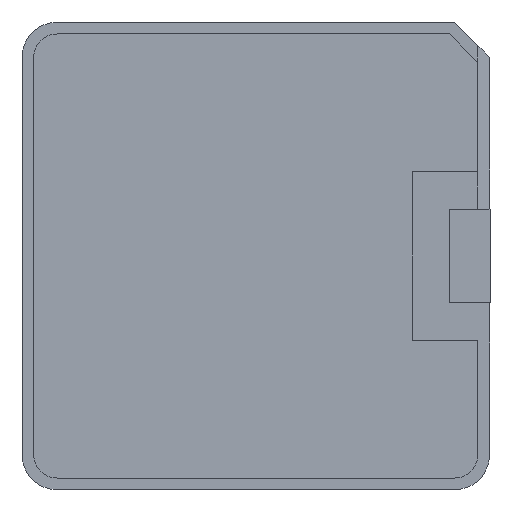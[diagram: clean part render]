
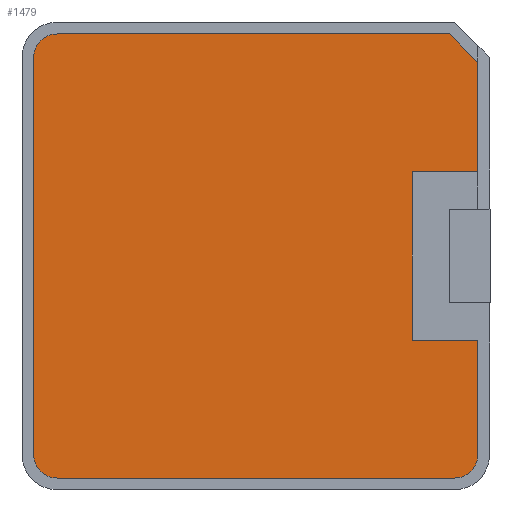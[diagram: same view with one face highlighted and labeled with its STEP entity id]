
A CAD part, front view. The second image highlights one B-rep face of the part: STEP entity #1479.
In plain terms, the highlighted planar face has unit normal (0, -1, 0).
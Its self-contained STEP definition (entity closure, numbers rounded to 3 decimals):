
#8 = VECTOR ( 'NONE', #864, 1000. ) ;
#42 = CARTESIAN_POINT ( 'NONE',  ( -4.75, -0.01, -4.25 ) ) ;
#49 = EDGE_CURVE ( 'NONE', #2186, #866, #736, .T. ) ;
#87 = VERTEX_POINT ( 'NONE', #840 ) ;
#163 = CARTESIAN_POINT ( 'NONE',  ( 4.75, -0.01, -4.25 ) ) ;
#180 = VERTEX_POINT ( 'NONE', #42 ) ;
#183 = CARTESIAN_POINT ( 'NONE',  ( 4.25, -0.01, -4.25 ) ) ;
#195 = CARTESIAN_POINT ( 'NONE',  ( 4.146, -0.01, 4.75 ) ) ;
#196 = VECTOR ( 'NONE', #2057, 1000. ) ;
#199 = CARTESIAN_POINT ( 'NONE',  ( -4.75, -0.01, 4.25 ) ) ;
#209 = VERTEX_POINT ( 'NONE', #199 ) ;
#277 = VERTEX_POINT ( 'NONE', #1271 ) ;
#280 = VECTOR ( 'NONE', #1463, 1000. ) ;
#302 = DIRECTION ( 'NONE',  ( 0., 0., -1. ) ) ;
#313 = CARTESIAN_POINT ( 'NONE',  ( -4.25, -0.01, -4.25 ) ) ;
#328 = LINE ( 'NONE', #695, #1579 ) ;
#382 = FACE_OUTER_BOUND ( 'NONE', #952, .T. ) ;
#426 = VERTEX_POINT ( 'NONE', #971 ) ;
#497 = EDGE_CURVE ( 'NONE', #1553, #1721, #328, .T. ) ;
#553 = EDGE_CURVE ( 'NONE', #1023, #2186, #1163, .T. ) ;
#569 = AXIS2_PLACEMENT_3D ( 'NONE', #1431, #1772, #1445 ) ;
#596 = ORIENTED_EDGE ( 'NONE', *, *, #806, .T. ) ;
#657 = DIRECTION ( 'NONE',  ( 0., -1., 0. ) ) ;
#679 = CARTESIAN_POINT ( 'NONE',  ( 3.35, -0.01, -1.8 ) ) ;
#681 = VERTEX_POINT ( 'NONE', #893 ) ;
#695 = CARTESIAN_POINT ( 'NONE',  ( 4.75, -0.01, 1.8 ) ) ;
#733 = EDGE_CURVE ( 'NONE', #277, #209, #1387, .T. ) ;
#736 = LINE ( 'NONE', #163, #8 ) ;
#737 = VERTEX_POINT ( 'NONE', #745 ) ;
#745 = CARTESIAN_POINT ( 'NONE',  ( 4.146, -0.01, 4.75 ) ) ;
#752 = VECTOR ( 'NONE', #1891, 1000. ) ;
#798 = CARTESIAN_POINT ( 'NONE',  ( -4.25, -0.01, -4.75 ) ) ;
#806 = EDGE_CURVE ( 'NONE', #209, #180, #2136, .T. ) ;
#810 = DIRECTION ( 'NONE',  ( 0., 0., -1. ) ) ;
#831 = CARTESIAN_POINT ( 'NONE',  ( 4.75, -0.01, 1.8 ) ) ;
#840 = CARTESIAN_POINT ( 'NONE',  ( -4.25, -0.01, -4.75 ) ) ;
#841 = CARTESIAN_POINT ( 'NONE',  ( 4.75, -0.01, 1.8 ) ) ;
#860 = CARTESIAN_POINT ( 'NONE',  ( 4.75, -0.01, 4.146 ) ) ;
#864 = DIRECTION ( 'NONE',  ( 0., 0., 1. ) ) ;
#866 = VERTEX_POINT ( 'NONE', #1321 ) ;
#893 = CARTESIAN_POINT ( 'NONE',  ( 3.35, -0.01, 1.8 ) ) ;
#952 = EDGE_LOOP ( 'NONE', ( #1324, #1241, #1054, #1058, #1009, #1265, #2077, #596, #1804, #1178, #1970, #1700 ) ) ;
#971 = CARTESIAN_POINT ( 'NONE',  ( 3.35, -0.01, -1.8 ) ) ;
#982 = EDGE_CURVE ( 'NONE', #681, #1553, #1016, .T. ) ;
#1002 = CARTESIAN_POINT ( 'NONE',  ( -4.25, -0.01, 4.25 ) ) ;
#1005 = EDGE_CURVE ( 'NONE', #866, #426, #1849, .T. ) ;
#1009 = ORIENTED_EDGE ( 'NONE', *, *, #1609, .T. ) ;
#1016 = LINE ( 'NONE', #841, #752 ) ;
#1023 = VERTEX_POINT ( 'NONE', #1235 ) ;
#1054 = ORIENTED_EDGE ( 'NONE', *, *, #982, .T. ) ;
#1058 = ORIENTED_EDGE ( 'NONE', *, *, #497, .T. ) ;
#1126 = AXIS2_PLACEMENT_3D ( 'NONE', #183, #1844, #2193 ) ;
#1163 = CIRCLE ( 'NONE', #1126, 0.5 ) ;
#1164 = PLANE ( 'NONE',  #1360 ) ;
#1170 = LINE ( 'NONE', #679, #1585 ) ;
#1178 = ORIENTED_EDGE ( 'NONE', *, *, #1310, .T. ) ;
#1210 = CARTESIAN_POINT ( 'NONE',  ( 4.75, -0.01, -1.8 ) ) ;
#1235 = CARTESIAN_POINT ( 'NONE',  ( 4.25, -0.01, -4.75 ) ) ;
#1241 = ORIENTED_EDGE ( 'NONE', *, *, #1459, .T. ) ;
#1265 = ORIENTED_EDGE ( 'NONE', *, *, #1564, .T. ) ;
#1271 = CARTESIAN_POINT ( 'NONE',  ( -4.25, -0.01, 4.75 ) ) ;
#1285 = VECTOR ( 'NONE', #1372, 1000. ) ;
#1310 = EDGE_CURVE ( 'NONE', #87, #1023, #1320, .T. ) ;
#1320 = LINE ( 'NONE', #798, #280 ) ;
#1321 = CARTESIAN_POINT ( 'NONE',  ( 4.75, -0.01, -1.8 ) ) ;
#1324 = ORIENTED_EDGE ( 'NONE', *, *, #1005, .T. ) ;
#1325 = DIRECTION ( 'NONE',  ( 0., -1., 0. ) ) ;
#1337 = VECTOR ( 'NONE', #810, 1000. ) ;
#1338 = CARTESIAN_POINT ( 'NONE',  ( 4.75, -0.01, -4.25 ) ) ;
#1360 = AXIS2_PLACEMENT_3D ( 'NONE', #1002, #1325, #302 ) ;
#1361 = DIRECTION ( 'NONE',  ( -1., 0., 0. ) ) ;
#1372 = DIRECTION ( 'NONE',  ( -1., 0., 0. ) ) ;
#1387 = CIRCLE ( 'NONE', #569, 0.5 ) ;
#1431 = CARTESIAN_POINT ( 'NONE',  ( -4.25, -0.01, 4.25 ) ) ;
#1445 = DIRECTION ( 'NONE',  ( 0., 0., -1. ) ) ;
#1459 = EDGE_CURVE ( 'NONE', #426, #681, #1170, .T. ) ;
#1463 = DIRECTION ( 'NONE',  ( 1., 0., 0. ) ) ;
#1467 = AXIS2_PLACEMENT_3D ( 'NONE', #313, #657, #2028 ) ;
#1479 = ADVANCED_FACE ( 'NONE', ( #382 ), #1164, .T. ) ;
#1491 = EDGE_CURVE ( 'NONE', #180, #87, #1554, .T. ) ;
#1510 = CARTESIAN_POINT ( 'NONE',  ( -4.75, -0.01, 4.25 ) ) ;
#1553 = VERTEX_POINT ( 'NONE', #831 ) ;
#1554 = CIRCLE ( 'NONE', #1467, 0.5 ) ;
#1564 = EDGE_CURVE ( 'NONE', #737, #277, #1746, .T. ) ;
#1579 = VECTOR ( 'NONE', #1666, 1000. ) ;
#1585 = VECTOR ( 'NONE', #1675, 1000. ) ;
#1609 = EDGE_CURVE ( 'NONE', #1721, #737, #2019, .T. ) ;
#1666 = DIRECTION ( 'NONE',  ( 0., 0., 1. ) ) ;
#1675 = DIRECTION ( 'NONE',  ( 0., 0., 1. ) ) ;
#1700 = ORIENTED_EDGE ( 'NONE', *, *, #49, .T. ) ;
#1721 = VERTEX_POINT ( 'NONE', #1754 ) ;
#1746 = LINE ( 'NONE', #195, #1803 ) ;
#1754 = CARTESIAN_POINT ( 'NONE',  ( 4.75, -0.01, 4.146 ) ) ;
#1772 = DIRECTION ( 'NONE',  ( 0., -1., 0. ) ) ;
#1803 = VECTOR ( 'NONE', #1361, 1000. ) ;
#1804 = ORIENTED_EDGE ( 'NONE', *, *, #1491, .T. ) ;
#1844 = DIRECTION ( 'NONE',  ( 0., -1., 0. ) ) ;
#1849 = LINE ( 'NONE', #1210, #1285 ) ;
#1891 = DIRECTION ( 'NONE',  ( 1., 0., 0. ) ) ;
#1970 = ORIENTED_EDGE ( 'NONE', *, *, #553, .T. ) ;
#2019 = LINE ( 'NONE', #860, #196 ) ;
#2028 = DIRECTION ( 'NONE',  ( 0., 0., -1. ) ) ;
#2057 = DIRECTION ( 'NONE',  ( -0.707, 0., 0.707 ) ) ;
#2077 = ORIENTED_EDGE ( 'NONE', *, *, #733, .T. ) ;
#2136 = LINE ( 'NONE', #1510, #1337 ) ;
#2186 = VERTEX_POINT ( 'NONE', #1338 ) ;
#2193 = DIRECTION ( 'NONE',  ( 0., 0., -1. ) ) ;
